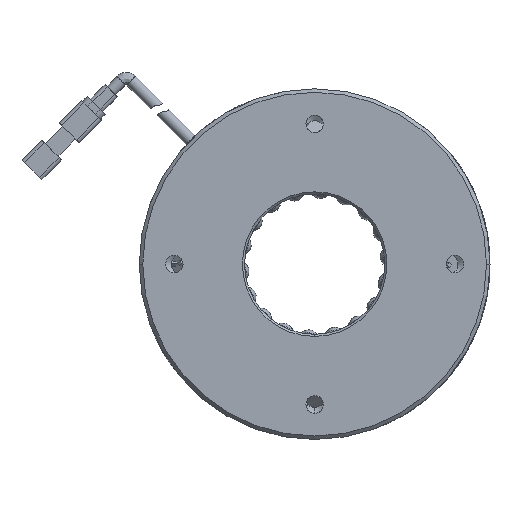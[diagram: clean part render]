
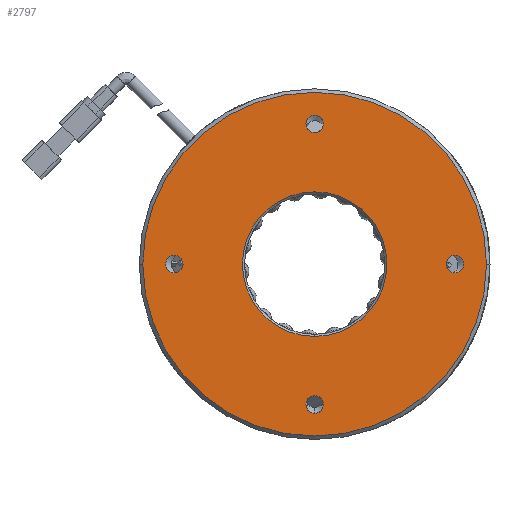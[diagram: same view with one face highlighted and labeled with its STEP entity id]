
A CAD part, front view. The second image highlights one B-rep face of the part: STEP entity #2797.
In plain terms, the highlighted planar face has unit normal (0, -1, 0).
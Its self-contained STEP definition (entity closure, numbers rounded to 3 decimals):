
#163 = VERTEX_POINT ( 'NONE', #11612 ) ;
#1176 = FACE_OUTER_BOUND ( 'NONE', #12387, .T. ) ;
#1205 = EDGE_CURVE ( 'NONE', #163, #29191, #4651, .T. ) ;
#2591 = FACE_BOUND ( 'NONE', #6952, .T. ) ;
#2608 = VERTEX_POINT ( 'NONE', #29386 ) ;
#2706 = VERTEX_POINT ( 'NONE', #44251 ) ;
#2797 = ADVANCED_FACE ( 'NONE', ( #39520, #26711, #2591, #13919, #1176, #50659 ), #57291, .F. ) ;
#3597 = ORIENTED_EDGE ( 'NONE', *, *, #31373, .F. ) ;
#4021 = EDGE_CURVE ( 'NONE', #29191, #163, #18156, .T. ) ;
#4651 = CIRCLE ( 'NONE', #43299, 10.3 ) ;
#4906 = CARTESIAN_POINT ( 'NONE',  ( -24.026, 0.168, 0. ) ) ;
#5811 = CARTESIAN_POINT ( 'NONE',  ( 15.974, 0.168, 0. ) ) ;
#6952 = EDGE_LOOP ( 'NONE', ( #61341, #39722 ) ) ;
#7001 = CARTESIAN_POINT ( 'NONE',  ( -4.026, 0.168, 18.75 ) ) ;
#7832 = CARTESIAN_POINT ( 'NONE',  ( -4.026, 0.168, 20. ) ) ;
#8028 = EDGE_LOOP ( 'NONE', ( #15621, #27065 ) ) ;
#8151 = VERTEX_POINT ( 'NONE', #32481 ) ;
#8175 = CIRCLE ( 'NONE', #34097, 1.25 ) ;
#9147 = AXIS2_PLACEMENT_3D ( 'NONE', #39730, #10891, #44544 ) ;
#9748 = DIRECTION ( 'NONE',  ( 0., 0., -1. ) ) ;
#9977 = EDGE_CURVE ( 'NONE', #14309, #16184, #8175, .T. ) ;
#10639 = DIRECTION ( 'NONE',  ( 0., 0., -1. ) ) ;
#10891 = DIRECTION ( 'NONE',  ( 0., 1., 0. ) ) ;
#10918 = CIRCLE ( 'NONE', #57025, 1.25 ) ;
#11140 = AXIS2_PLACEMENT_3D ( 'NONE', #7832, #41479, #12700 ) ;
#11386 = AXIS2_PLACEMENT_3D ( 'NONE', #51686, #23038, #56488 ) ;
#11612 = CARTESIAN_POINT ( 'NONE',  ( -4.026, 0.168, -10.3 ) ) ;
#11754 = EDGE_CURVE ( 'NONE', #41818, #45770, #40151, .T. ) ;
#12387 = EDGE_LOOP ( 'NONE', ( #28119, #53883 ) ) ;
#12700 = DIRECTION ( 'NONE',  ( 0., 0., -1. ) ) ;
#13919 = FACE_BOUND ( 'NONE', #46615, .T. ) ;
#14309 = VERTEX_POINT ( 'NONE', #25460 ) ;
#14320 = DIRECTION ( 'NONE',  ( 0., 0., 1. ) ) ;
#14325 = DIRECTION ( 'NONE',  ( 0., 0., -1. ) ) ;
#14398 = DIRECTION ( 'NONE',  ( 0., -1., 0. ) ) ;
#14436 = CARTESIAN_POINT ( 'NONE',  ( -24.026, 0.168, 0. ) ) ;
#14516 = CARTESIAN_POINT ( 'NONE',  ( -4.026, 0.168, 0. ) ) ;
#15521 = CARTESIAN_POINT ( 'NONE',  ( -4.026, 0.168, -18.75 ) ) ;
#15621 = ORIENTED_EDGE ( 'NONE', *, *, #1205, .F. ) ;
#16015 = CIRCLE ( 'NONE', #9147, 24.5 ) ;
#16184 = VERTEX_POINT ( 'NONE', #15521 ) ;
#16364 = AXIS2_PLACEMENT_3D ( 'NONE', #4906, #38597, #9748 ) ;
#18156 = CIRCLE ( 'NONE', #38341, 10.3 ) ;
#19319 = DIRECTION ( 'NONE',  ( 0., 0., -1. ) ) ;
#20509 = EDGE_LOOP ( 'NONE', ( #59135, #30862 ) ) ;
#23038 = DIRECTION ( 'NONE',  ( 0., -1., 0. ) ) ;
#24135 = EDGE_LOOP ( 'NONE', ( #33739, #47998 ) ) ;
#24491 = DIRECTION ( 'NONE',  ( 0., -1., 0. ) ) ;
#24527 = DIRECTION ( 'NONE',  ( 0., -1., 0. ) ) ;
#24818 = EDGE_CURVE ( 'NONE', #2706, #8151, #55154, .T. ) ;
#25055 = VERTEX_POINT ( 'NONE', #7001 ) ;
#25460 = CARTESIAN_POINT ( 'NONE',  ( -4.026, 0.168, -21.25 ) ) ;
#26612 = EDGE_CURVE ( 'NONE', #28195, #25055, #33256, .T. ) ;
#26711 = FACE_BOUND ( 'NONE', #24135, .T. ) ;
#27065 = ORIENTED_EDGE ( 'NONE', *, *, #4021, .F. ) ;
#28119 = ORIENTED_EDGE ( 'NONE', *, *, #11754, .F. ) ;
#28195 = VERTEX_POINT ( 'NONE', #28932 ) ;
#28932 = CARTESIAN_POINT ( 'NONE',  ( -4.026, 0.168, 21.25 ) ) ;
#29191 = VERTEX_POINT ( 'NONE', #42210 ) ;
#29376 = EDGE_CURVE ( 'NONE', #41496, #2608, #55235, .T. ) ;
#29386 = CARTESIAN_POINT ( 'NONE',  ( 15.974, 0.168, 1.25 ) ) ;
#30862 = ORIENTED_EDGE ( 'NONE', *, *, #48267, .F. ) ;
#31373 = EDGE_CURVE ( 'NONE', #8151, #2706, #58446, .T. ) ;
#32481 = CARTESIAN_POINT ( 'NONE',  ( -24.026, 0.168, -1.25 ) ) ;
#33256 = CIRCLE ( 'NONE', #59505, 1.25 ) ;
#33739 = ORIENTED_EDGE ( 'NONE', *, *, #29376, .F. ) ;
#34097 = AXIS2_PLACEMENT_3D ( 'NONE', #51852, #51835, #51781 ) ;
#34640 = CARTESIAN_POINT ( 'NONE',  ( 15.974, 0.168, -1.25 ) ) ;
#37663 = DIRECTION ( 'NONE',  ( 0., 1., 0. ) ) ;
#38095 = CARTESIAN_POINT ( 'NONE',  ( -14.026, 0.168, 0. ) ) ;
#38341 = AXIS2_PLACEMENT_3D ( 'NONE', #46860, #44359, #43758 ) ;
#38597 = DIRECTION ( 'NONE',  ( 0., -1., 0. ) ) ;
#39489 = DIRECTION ( 'NONE',  ( 0., -1., 0. ) ) ;
#39520 = FACE_BOUND ( 'NONE', #20509, .T. ) ;
#39722 = ORIENTED_EDGE ( 'NONE', *, *, #26612, .F. ) ;
#39730 = CARTESIAN_POINT ( 'NONE',  ( -4.026, 0.168, 0. ) ) ;
#40151 = CIRCLE ( 'NONE', #45447, 24.5 ) ;
#41015 = EDGE_CURVE ( 'NONE', #45770, #41818, #16015, .T. ) ;
#41479 = DIRECTION ( 'NONE',  ( 0., -1., 0. ) ) ;
#41496 = VERTEX_POINT ( 'NONE', #34640 ) ;
#41818 = VERTEX_POINT ( 'NONE', #59239 ) ;
#42210 = CARTESIAN_POINT ( 'NONE',  ( -4.026, 0.168, 10.3 ) ) ;
#43299 = AXIS2_PLACEMENT_3D ( 'NONE', #14516, #14398, #14325 ) ;
#43758 = DIRECTION ( 'NONE',  ( 0., 0., -1. ) ) ;
#44251 = CARTESIAN_POINT ( 'NONE',  ( -24.026, 0.168, 1.25 ) ) ;
#44359 = DIRECTION ( 'NONE',  ( 0., -1., 0. ) ) ;
#44544 = DIRECTION ( 'NONE',  ( -1., 0., 0. ) ) ;
#45447 = AXIS2_PLACEMENT_3D ( 'NONE', #58197, #58048, #55913 ) ;
#45697 = CIRCLE ( 'NONE', #11140, 1.25 ) ;
#45770 = VERTEX_POINT ( 'NONE', #54310 ) ;
#46615 = EDGE_LOOP ( 'NONE', ( #3597, #60903 ) ) ;
#46860 = CARTESIAN_POINT ( 'NONE',  ( -4.026, 0.168, 0. ) ) ;
#47998 = ORIENTED_EDGE ( 'NONE', *, *, #60463, .F. ) ;
#48034 = DIRECTION ( 'NONE',  ( 0., -1., 0. ) ) ;
#48267 = EDGE_CURVE ( 'NONE', #16184, #14309, #60529, .T. ) ;
#50659 = FACE_BOUND ( 'NONE', #8028, .T. ) ;
#51686 = CARTESIAN_POINT ( 'NONE',  ( -4.026, 0.168, -20. ) ) ;
#51781 = DIRECTION ( 'NONE',  ( 0., 0., -1. ) ) ;
#51835 = DIRECTION ( 'NONE',  ( 0., -1., 0. ) ) ;
#51852 = CARTESIAN_POINT ( 'NONE',  ( -4.026, 0.168, -20. ) ) ;
#53118 = CARTESIAN_POINT ( 'NONE',  ( 15.974, 0.168, 0. ) ) ;
#53159 = CARTESIAN_POINT ( 'NONE',  ( -4.026, 0.168, 20. ) ) ;
#53883 = ORIENTED_EDGE ( 'NONE', *, *, #41015, .F. ) ;
#54310 = CARTESIAN_POINT ( 'NONE',  ( 20.474, 0.168, 0. ) ) ;
#54969 = EDGE_CURVE ( 'NONE', #25055, #28195, #45697, .T. ) ;
#55154 = CIRCLE ( 'NONE', #57012, 1.25 ) ;
#55235 = CIRCLE ( 'NONE', #61162, 1.25 ) ;
#55913 = DIRECTION ( 'NONE',  ( -1., 0., 0. ) ) ;
#56488 = DIRECTION ( 'NONE',  ( 0., 0., -1. ) ) ;
#57012 = AXIS2_PLACEMENT_3D ( 'NONE', #14436, #48034, #19319 ) ;
#57025 = AXIS2_PLACEMENT_3D ( 'NONE', #53118, #24491, #57918 ) ;
#57291 = PLANE ( 'NONE',  #58599 ) ;
#57918 = DIRECTION ( 'NONE',  ( 0., 0., -1. ) ) ;
#57956 = DIRECTION ( 'NONE',  ( 0., 0., -1. ) ) ;
#58048 = DIRECTION ( 'NONE',  ( 0., 1., 0. ) ) ;
#58197 = CARTESIAN_POINT ( 'NONE',  ( -4.026, 0.168, 0. ) ) ;
#58446 = CIRCLE ( 'NONE', #16364, 1.25 ) ;
#58599 = AXIS2_PLACEMENT_3D ( 'NONE', #38095, #37663, #14320 ) ;
#59135 = ORIENTED_EDGE ( 'NONE', *, *, #9977, .F. ) ;
#59239 = CARTESIAN_POINT ( 'NONE',  ( -28.526, 0.168, 0. ) ) ;
#59505 = AXIS2_PLACEMENT_3D ( 'NONE', #53159, #24527, #57956 ) ;
#60463 = EDGE_CURVE ( 'NONE', #2608, #41496, #10918, .T. ) ;
#60529 = CIRCLE ( 'NONE', #11386, 1.25 ) ;
#60903 = ORIENTED_EDGE ( 'NONE', *, *, #24818, .F. ) ;
#61162 = AXIS2_PLACEMENT_3D ( 'NONE', #5811, #39489, #10639 ) ;
#61341 = ORIENTED_EDGE ( 'NONE', *, *, #54969, .F. ) ;
